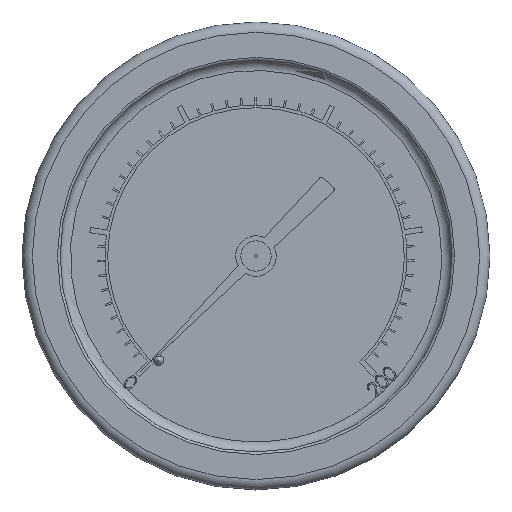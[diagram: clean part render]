
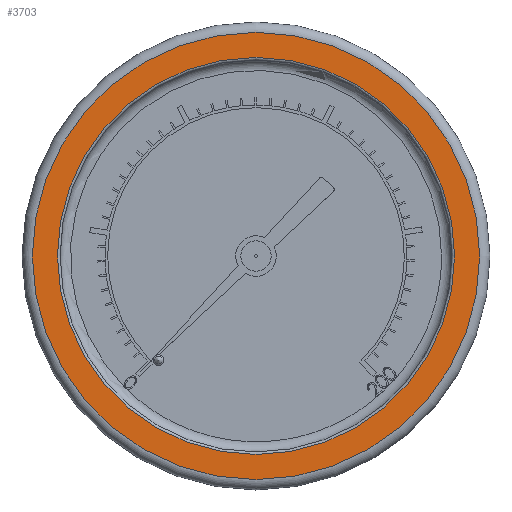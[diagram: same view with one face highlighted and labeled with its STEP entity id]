
A CAD part, top view. The second image highlights one B-rep face of the part: STEP entity #3703.
In plain terms, the highlighted planar face has unit normal (0, 0, 1).
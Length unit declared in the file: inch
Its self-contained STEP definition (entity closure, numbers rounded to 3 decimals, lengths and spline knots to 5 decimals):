
#535 = EDGE_LOOP ( 'NONE', ( #2145 ) ) ;
#1848 = EDGE_LOOP ( 'NONE', ( #3545 ) ) ;
#1968 = FACE_BOUND ( 'NONE', #535, .T. ) ;
#2145 = ORIENTED_EDGE ( 'NONE', *, *, #14809, .T. ) ;
#2374 = CARTESIAN_POINT ( 'NONE',  ( 0., 0., 0. ) ) ;
#2936 = DIRECTION ( 'NONE',  ( 0., 0., 1. ) ) ;
#3088 = AXIS2_PLACEMENT_3D ( 'NONE', #13052, #4887, #11432 ) ;
#3358 = VERTEX_POINT ( 'NONE', #12583 ) ;
#3501 = DIRECTION ( 'NONE',  ( 1., 0., 0. ) ) ;
#3545 = ORIENTED_EDGE ( 'NONE', *, *, #3872, .T. ) ;
#3703 = ADVANCED_FACE ( 'NONE', ( #1968, #11048 ), #6552, .T. ) ;
#3872 = EDGE_CURVE ( 'NONE', #3358, #3358, #8151, .T. ) ;
#4222 = DIRECTION ( 'NONE',  ( 1., 0., 0. ) ) ;
#4887 = DIRECTION ( 'NONE',  ( 0., 0., 1. ) ) ;
#5512 = CARTESIAN_POINT ( 'NONE',  ( 0., 0., 0. ) ) ;
#6238 = CIRCLE ( 'NONE', #14720, 1.151 ) ;
#6552 = PLANE ( 'NONE',  #13209 ) ;
#6890 = DIRECTION ( 'NONE',  ( 0., 0., -1. ) ) ;
#8151 = CIRCLE ( 'NONE', #3088, 1.2965 ) ;
#8340 = VERTEX_POINT ( 'NONE', #12796 ) ;
#11048 = FACE_OUTER_BOUND ( 'NONE', #1848, .T. ) ;
#11432 = DIRECTION ( 'NONE',  ( 1., 0., 0. ) ) ;
#12583 = CARTESIAN_POINT ( 'NONE',  ( 1.2965, 0., 0. ) ) ;
#12796 = CARTESIAN_POINT ( 'NONE',  ( 1.151, 0., 0. ) ) ;
#13052 = CARTESIAN_POINT ( 'NONE',  ( 0., 0., 0. ) ) ;
#13209 = AXIS2_PLACEMENT_3D ( 'NONE', #5512, #2936, #4222 ) ;
#14720 = AXIS2_PLACEMENT_3D ( 'NONE', #2374, #6890, #3501 ) ;
#14809 = EDGE_CURVE ( 'NONE', #8340, #8340, #6238, .T. ) ;
